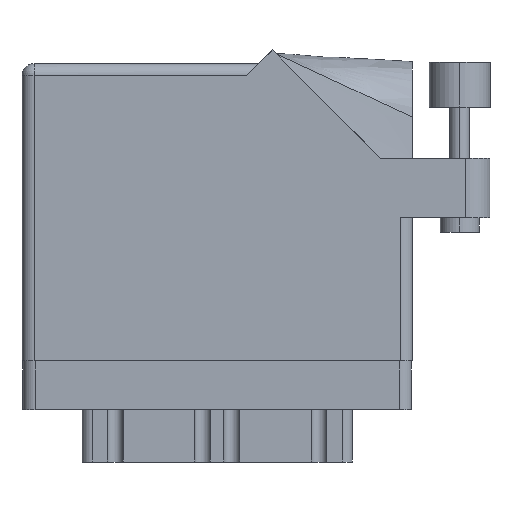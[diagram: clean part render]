
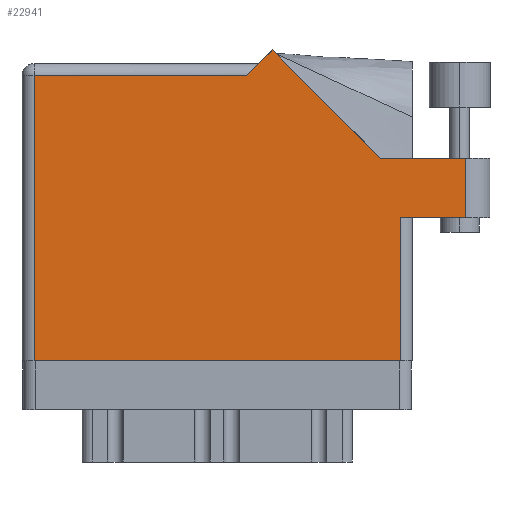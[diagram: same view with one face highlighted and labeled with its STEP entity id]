
A CAD part, front view. The second image highlights one B-rep face of the part: STEP entity #22941.
In plain terms, the highlighted face is planar.
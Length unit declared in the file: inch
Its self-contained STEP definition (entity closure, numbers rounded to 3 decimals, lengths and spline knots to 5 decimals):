
#465 = LINE ( 'NONE', #3437, #21527 ) ;
#1550 = LINE ( 'NONE', #9602, #14999 ) ;
#1638 = CARTESIAN_POINT ( 'NONE',  ( 1.28771, 1.60071, 0. ) ) ;
#2156 = ORIENTED_EDGE ( 'NONE', *, *, #14669, .T. ) ;
#2218 = VECTOR ( 'NONE', #28312, 39.37008 ) ;
#3096 = VERTEX_POINT ( 'NONE', #26389 ) ;
#3437 = CARTESIAN_POINT ( 'NONE',  ( 1.84442, 1.044, 0. ) ) ;
#3701 = VERTEX_POINT ( 'NONE', #15581 ) ;
#4087 = CARTESIAN_POINT ( 'NONE',  ( 1.217, 1.53, 0. ) ) ;
#4218 = VECTOR ( 'NONE', #12495, 39.37008 ) ;
#4795 = VECTOR ( 'NONE', #12542, 39.37008 ) ;
#4956 = LINE ( 'NONE', #15652, #21120 ) ;
#5762 = CARTESIAN_POINT ( 'NONE',  ( 1.84442, 1.044, 0. ) ) ;
#6072 = EDGE_CURVE ( 'NONE', #6075, #3096, #28125, .T. ) ;
#6075 = VERTEX_POINT ( 'NONE', #1638 ) ;
#8528 = EDGE_CURVE ( 'NONE', #15917, #32596, #15472, .T. ) ;
#9602 = CARTESIAN_POINT ( 'NONE',  ( 2.01, 0.737, 0. ) ) ;
#9664 = EDGE_LOOP ( 'NONE', ( #18598, #19645, #26483, #16310, #21322, #20978, #10549, #2156, #24788 ) ) ;
#10056 = CARTESIAN_POINT ( 'NONE',  ( 1.948, 0.737, 0. ) ) ;
#10549 = ORIENTED_EDGE ( 'NONE', *, *, #14144, .T. ) ;
#10575 = LINE ( 'NONE', #28853, #4795 ) ;
#11503 = DIRECTION ( 'NONE',  ( -0.707, 0.707, 0. ) ) ;
#12033 = DIRECTION ( 'NONE',  ( 0., 0., -1. ) ) ;
#12132 = AXIS2_PLACEMENT_3D ( 'NONE', #17303, #12033, #19931 ) ;
#12144 = CARTESIAN_POINT ( 'NONE',  ( 2.285, 0.737, 0. ) ) ;
#12495 = DIRECTION ( 'NONE',  ( -0.707, -0.707, 0. ) ) ;
#12542 = DIRECTION ( 'NONE',  ( -1., 0., 0. ) ) ;
#12661 = DIRECTION ( 'NONE',  ( 0., 1., 0. ) ) ;
#12955 = VERTEX_POINT ( 'NONE', #5762 ) ;
#13291 = EDGE_CURVE ( 'NONE', #12955, #6075, #465, .T. ) ;
#14144 = EDGE_CURVE ( 'NONE', #20918, #18427, #19270, .T. ) ;
#14669 = EDGE_CURVE ( 'NONE', #18427, #15917, #29927, .T. ) ;
#14927 = CARTESIAN_POINT ( 'NONE',  ( 0.062, 1.468, 0. ) ) ;
#14999 = VECTOR ( 'NONE', #28042, 39.37008 ) ;
#15472 = LINE ( 'NONE', #34254, #18822 ) ;
#15581 = CARTESIAN_POINT ( 'NONE',  ( 2.285, 1.044, 0. ) ) ;
#15639 = CARTESIAN_POINT ( 'NONE',  ( 1.948, 0., 0. ) ) ;
#15652 = CARTESIAN_POINT ( 'NONE',  ( 2.285, 1.044, 0. ) ) ;
#15917 = VERTEX_POINT ( 'NONE', #15639 ) ;
#16310 = ORIENTED_EDGE ( 'NONE', *, *, #13291, .T. ) ;
#16551 = CARTESIAN_POINT ( 'NONE',  ( 0.062, 0., 0. ) ) ;
#16823 = CARTESIAN_POINT ( 'NONE',  ( 0.062, 0., 0. ) ) ;
#17303 = CARTESIAN_POINT ( 'NONE',  ( 0., 1.53, 0. ) ) ;
#18427 = VERTEX_POINT ( 'NONE', #16551 ) ;
#18497 = EDGE_CURVE ( 'NONE', #3701, #12955, #25506, .T. ) ;
#18598 = ORIENTED_EDGE ( 'NONE', *, *, #24078, .T. ) ;
#18822 = VECTOR ( 'NONE', #12661, 39.37008 ) ;
#19270 = LINE ( 'NONE', #16823, #19641 ) ;
#19641 = VECTOR ( 'NONE', #33312, 39.37008 ) ;
#19645 = ORIENTED_EDGE ( 'NONE', *, *, #21997, .T. ) ;
#19931 = DIRECTION ( 'NONE',  ( -1., 0., 0. ) ) ;
#20220 = EDGE_CURVE ( 'NONE', #3096, #20918, #10575, .T. ) ;
#20918 = VERTEX_POINT ( 'NONE', #14927 ) ;
#20978 = ORIENTED_EDGE ( 'NONE', *, *, #20220, .T. ) ;
#21120 = VECTOR ( 'NONE', #26364, 39.37008 ) ;
#21322 = ORIENTED_EDGE ( 'NONE', *, *, #6072, .T. ) ;
#21527 = VECTOR ( 'NONE', #11503, 39.37008 ) ;
#21997 = EDGE_CURVE ( 'NONE', #31310, #3701, #4956, .T. ) ;
#22941 = ADVANCED_FACE ( 'NONE', ( #30104 ), #24843, .F. ) ;
#24078 = EDGE_CURVE ( 'NONE', #32596, #31310, #1550, .T. ) ;
#24788 = ORIENTED_EDGE ( 'NONE', *, *, #8528, .T. ) ;
#24843 = PLANE ( 'NONE',  #12132 ) ;
#25155 = CARTESIAN_POINT ( 'NONE',  ( 2.41, 1.044, 0. ) ) ;
#25506 = LINE ( 'NONE', #25155, #2218 ) ;
#26364 = DIRECTION ( 'NONE',  ( 0., 1., 0. ) ) ;
#26389 = CARTESIAN_POINT ( 'NONE',  ( 1.155, 1.468, 0. ) ) ;
#26483 = ORIENTED_EDGE ( 'NONE', *, *, #18497, .T. ) ;
#27834 = DIRECTION ( 'NONE',  ( 1., 0., 0. ) ) ;
#28042 = DIRECTION ( 'NONE',  ( 1., 0., 0. ) ) ;
#28125 = LINE ( 'NONE', #4087, #4218 ) ;
#28312 = DIRECTION ( 'NONE',  ( -1., 0., 0. ) ) ;
#28853 = CARTESIAN_POINT ( 'NONE',  ( 0., 1.468, 0. ) ) ;
#29927 = LINE ( 'NONE', #30464, #32523 ) ;
#30104 = FACE_OUTER_BOUND ( 'NONE', #9664, .T. ) ;
#30464 = CARTESIAN_POINT ( 'NONE',  ( 0., 0., 0. ) ) ;
#31310 = VERTEX_POINT ( 'NONE', #12144 ) ;
#32523 = VECTOR ( 'NONE', #27834, 39.37008 ) ;
#32596 = VERTEX_POINT ( 'NONE', #10056 ) ;
#33312 = DIRECTION ( 'NONE',  ( 0., -1., 0. ) ) ;
#34254 = CARTESIAN_POINT ( 'NONE',  ( 1.948, 0.737, 0. ) ) ;
